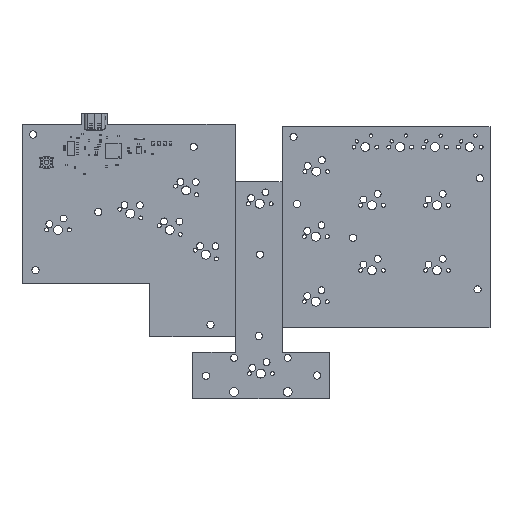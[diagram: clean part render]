
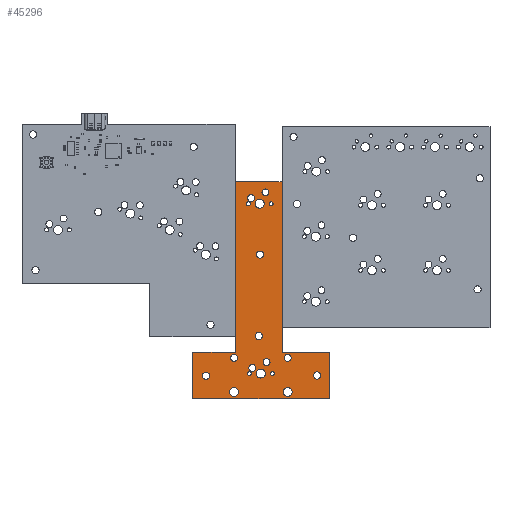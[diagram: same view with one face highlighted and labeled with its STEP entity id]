
A CAD part, top view. The second image highlights one B-rep face of the part: STEP entity #45296.
In plain terms, the highlighted planar face has unit normal (0, 0, 1).
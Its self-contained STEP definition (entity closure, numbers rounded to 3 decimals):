
#44954 = VERTEX_POINT('',#44955);
#44955 = CARTESIAN_POINT('',(159.86,-126.5,1.6));
#44961 = EDGE_CURVE('',#44954,#44962,#44964,.T.);
#44962 = VERTEX_POINT('',#44963);
#44963 = CARTESIAN_POINT('',(181.,-126.5,1.6));
#44964 = LINE('',#44965,#44966);
#44965 = CARTESIAN_POINT('',(159.86,-126.5,1.6));
#44966 = VECTOR('',#44967,1.);
#44967 = DIRECTION('',(1.,0.,0.));
#44994 = VERTEX_POINT('',#44995);
#44995 = CARTESIAN_POINT('',(159.86,-50.5,1.6));
#45001 = EDGE_CURVE('',#44994,#44954,#45002,.T.);
#45002 = LINE('',#45003,#45004);
#45003 = CARTESIAN_POINT('',(159.86,-50.5,1.6));
#45004 = VECTOR('',#45005,1.);
#45005 = DIRECTION('',(0.,-1.,0.));
#45023 = EDGE_CURVE('',#44962,#45024,#45026,.T.);
#45024 = VERTEX_POINT('',#45025);
#45025 = CARTESIAN_POINT('',(181.,-147.25,1.6));
#45026 = LINE('',#45027,#45028);
#45027 = CARTESIAN_POINT('',(181.,-126.5,1.6));
#45028 = VECTOR('',#45029,1.);
#45029 = DIRECTION('',(0.,-1.,0.));
#45296 = ADVANCED_FACE('',(#45297,#45340,#45351,#45362,#45373,#45384,
    #45395,#45406,#45417,#45428,#45439,#45450,#45461,#45472,#45483,
    #45494,#45505,#45516,#45527),#45538,.T.);
#45297 = FACE_BOUND('',#45298,.T.);
#45298 = EDGE_LOOP('',(#45299,#45300,#45301,#45309,#45317,#45325,#45333,
    #45339));
#45299 = ORIENTED_EDGE('',*,*,#44961,.F.);
#45300 = ORIENTED_EDGE('',*,*,#45001,.F.);
#45301 = ORIENTED_EDGE('',*,*,#45302,.F.);
#45302 = EDGE_CURVE('',#45303,#44994,#45305,.T.);
#45303 = VERTEX_POINT('',#45304);
#45304 = CARTESIAN_POINT('',(139.15,-50.5,1.6));
#45305 = LINE('',#45306,#45307);
#45306 = CARTESIAN_POINT('',(139.15,-50.5,1.6));
#45307 = VECTOR('',#45308,1.);
#45308 = DIRECTION('',(1.,0.,0.));
#45309 = ORIENTED_EDGE('',*,*,#45310,.F.);
#45310 = EDGE_CURVE('',#45311,#45303,#45313,.T.);
#45311 = VERTEX_POINT('',#45312);
#45312 = CARTESIAN_POINT('',(139.15,-126.5,1.6));
#45313 = LINE('',#45314,#45315);
#45314 = CARTESIAN_POINT('',(139.15,-126.5,1.6));
#45315 = VECTOR('',#45316,1.);
#45316 = DIRECTION('',(0.,1.,0.));
#45317 = ORIENTED_EDGE('',*,*,#45318,.F.);
#45318 = EDGE_CURVE('',#45319,#45311,#45321,.T.);
#45319 = VERTEX_POINT('',#45320);
#45320 = CARTESIAN_POINT('',(120.,-126.5,1.6));
#45321 = LINE('',#45322,#45323);
#45322 = CARTESIAN_POINT('',(120.,-126.5,1.6));
#45323 = VECTOR('',#45324,1.);
#45324 = DIRECTION('',(1.,0.,0.));
#45325 = ORIENTED_EDGE('',*,*,#45326,.F.);
#45326 = EDGE_CURVE('',#45327,#45319,#45329,.T.);
#45327 = VERTEX_POINT('',#45328);
#45328 = CARTESIAN_POINT('',(120.,-147.25,1.6));
#45329 = LINE('',#45330,#45331);
#45330 = CARTESIAN_POINT('',(120.,-147.25,1.6));
#45331 = VECTOR('',#45332,1.);
#45332 = DIRECTION('',(0.,1.,0.));
#45333 = ORIENTED_EDGE('',*,*,#45334,.F.);
#45334 = EDGE_CURVE('',#45024,#45327,#45335,.T.);
#45335 = LINE('',#45336,#45337);
#45336 = CARTESIAN_POINT('',(181.,-147.25,1.6));
#45337 = VECTOR('',#45338,1.);
#45338 = DIRECTION('',(-1.,0.,0.));
#45339 = ORIENTED_EDGE('',*,*,#45023,.F.);
#45340 = FACE_BOUND('',#45341,.T.);
#45341 = EDGE_LOOP('',(#45342));
#45342 = ORIENTED_EDGE('',*,*,#45343,.T.);
#45343 = EDGE_CURVE('',#45344,#45344,#45346,.T.);
#45344 = VERTEX_POINT('',#45345);
#45345 = CARTESIAN_POINT('',(126.,-138.6,1.6));
#45346 = CIRCLE('',#45347,1.6);
#45347 = AXIS2_PLACEMENT_3D('',#45348,#45349,#45350);
#45348 = CARTESIAN_POINT('',(126.,-137.,1.6));
#45349 = DIRECTION('',(-0.,0.,-1.));
#45350 = DIRECTION('',(-0.,-1.,0.));
#45351 = FACE_BOUND('',#45352,.T.);
#45352 = EDGE_LOOP('',(#45353));
#45353 = ORIENTED_EDGE('',*,*,#45354,.T.);
#45354 = EDGE_CURVE('',#45355,#45355,#45357,.T.);
#45355 = VERTEX_POINT('',#45356);
#45356 = CARTESIAN_POINT('',(138.502,-146.229,1.6));
#45357 = CIRCLE('',#45358,1.994);
#45358 = AXIS2_PLACEMENT_3D('',#45359,#45360,#45361);
#45359 = CARTESIAN_POINT('',(138.502,-144.235,1.6));
#45360 = DIRECTION('',(-0.,0.,-1.));
#45361 = DIRECTION('',(-0.,-1.,0.));
#45362 = FACE_BOUND('',#45363,.T.);
#45363 = EDGE_LOOP('',(#45364));
#45364 = ORIENTED_EDGE('',*,*,#45365,.T.);
#45365 = EDGE_CURVE('',#45366,#45366,#45368,.T.);
#45366 = VERTEX_POINT('',#45367);
#45367 = CARTESIAN_POINT('',(145.36,-136.885,1.6));
#45368 = CIRCLE('',#45369,0.875);
#45369 = AXIS2_PLACEMENT_3D('',#45370,#45371,#45372);
#45370 = CARTESIAN_POINT('',(145.36,-136.01,1.6));
#45371 = DIRECTION('',(-0.,0.,-1.));
#45372 = DIRECTION('',(-0.,-1.,0.));
#45373 = FACE_BOUND('',#45374,.T.);
#45374 = EDGE_LOOP('',(#45375));
#45375 = ORIENTED_EDGE('',*,*,#45376,.T.);
#45376 = EDGE_CURVE('',#45377,#45377,#45379,.T.);
#45377 = VERTEX_POINT('',#45378);
#45378 = CARTESIAN_POINT('',(150.44,-138.01,1.6));
#45379 = CIRCLE('',#45380,2.);
#45380 = AXIS2_PLACEMENT_3D('',#45381,#45382,#45383);
#45381 = CARTESIAN_POINT('',(150.44,-136.01,1.6));
#45382 = DIRECTION('',(-0.,0.,-1.));
#45383 = DIRECTION('',(-0.,-1.,0.));
#45384 = FACE_BOUND('',#45385,.T.);
#45385 = EDGE_LOOP('',(#45386));
#45386 = ORIENTED_EDGE('',*,*,#45387,.T.);
#45387 = EDGE_CURVE('',#45388,#45388,#45390,.T.);
#45388 = VERTEX_POINT('',#45389);
#45389 = CARTESIAN_POINT('',(138.502,-130.549,1.6));
#45390 = CIRCLE('',#45391,1.524);
#45391 = AXIS2_PLACEMENT_3D('',#45392,#45393,#45394);
#45392 = CARTESIAN_POINT('',(138.502,-129.025,1.6));
#45393 = DIRECTION('',(-0.,0.,-1.));
#45394 = DIRECTION('',(-0.,-1.,0.));
#45395 = FACE_BOUND('',#45396,.T.);
#45396 = EDGE_LOOP('',(#45397));
#45397 = ORIENTED_EDGE('',*,*,#45398,.T.);
#45398 = EDGE_CURVE('',#45399,#45399,#45401,.T.);
#45399 = VERTEX_POINT('',#45400);
#45400 = CARTESIAN_POINT('',(146.63,-134.995,1.6));
#45401 = CIRCLE('',#45402,1.525);
#45402 = AXIS2_PLACEMENT_3D('',#45403,#45404,#45405);
#45403 = CARTESIAN_POINT('',(146.63,-133.47,1.6));
#45404 = DIRECTION('',(-0.,0.,-1.));
#45405 = DIRECTION('',(-0.,-1.,0.));
#45406 = FACE_BOUND('',#45407,.T.);
#45407 = EDGE_LOOP('',(#45408));
#45408 = ORIENTED_EDGE('',*,*,#45409,.T.);
#45409 = EDGE_CURVE('',#45410,#45410,#45412,.T.);
#45410 = VERTEX_POINT('',#45411);
#45411 = CARTESIAN_POINT('',(149.5,-120.85,1.6));
#45412 = CIRCLE('',#45413,1.6);
#45413 = AXIS2_PLACEMENT_3D('',#45414,#45415,#45416);
#45414 = CARTESIAN_POINT('',(149.5,-119.25,1.6));
#45415 = DIRECTION('',(-0.,0.,-1.));
#45416 = DIRECTION('',(-0.,-1.,0.));
#45417 = FACE_BOUND('',#45418,.T.);
#45418 = EDGE_LOOP('',(#45419));
#45419 = ORIENTED_EDGE('',*,*,#45420,.T.);
#45420 = EDGE_CURVE('',#45421,#45421,#45423,.T.);
#45421 = VERTEX_POINT('',#45422);
#45422 = CARTESIAN_POINT('',(155.52,-136.885,1.6));
#45423 = CIRCLE('',#45424,0.875);
#45424 = AXIS2_PLACEMENT_3D('',#45425,#45426,#45427);
#45425 = CARTESIAN_POINT('',(155.52,-136.01,1.6));
#45426 = DIRECTION('',(-0.,0.,-1.));
#45427 = DIRECTION('',(-0.,-1.,0.));
#45428 = FACE_BOUND('',#45429,.T.);
#45429 = EDGE_LOOP('',(#45430));
#45430 = ORIENTED_EDGE('',*,*,#45431,.T.);
#45431 = EDGE_CURVE('',#45432,#45432,#45434,.T.);
#45432 = VERTEX_POINT('',#45433);
#45433 = CARTESIAN_POINT('',(162.378,-146.229,1.6));
#45434 = CIRCLE('',#45435,1.994);
#45435 = AXIS2_PLACEMENT_3D('',#45436,#45437,#45438);
#45436 = CARTESIAN_POINT('',(162.378,-144.235,1.6));
#45437 = DIRECTION('',(-0.,0.,-1.));
#45438 = DIRECTION('',(-0.,-1.,0.));
#45439 = FACE_BOUND('',#45440,.T.);
#45440 = EDGE_LOOP('',(#45441));
#45441 = ORIENTED_EDGE('',*,*,#45442,.T.);
#45442 = EDGE_CURVE('',#45443,#45443,#45445,.T.);
#45443 = VERTEX_POINT('',#45444);
#45444 = CARTESIAN_POINT('',(152.98,-132.455,1.6));
#45445 = CIRCLE('',#45446,1.525);
#45446 = AXIS2_PLACEMENT_3D('',#45447,#45448,#45449);
#45447 = CARTESIAN_POINT('',(152.98,-130.93,1.6));
#45448 = DIRECTION('',(-0.,0.,-1.));
#45449 = DIRECTION('',(0.,-1.,0.));
#45450 = FACE_BOUND('',#45451,.T.);
#45451 = EDGE_LOOP('',(#45452));
#45452 = ORIENTED_EDGE('',*,*,#45453,.T.);
#45453 = EDGE_CURVE('',#45454,#45454,#45456,.T.);
#45454 = VERTEX_POINT('',#45455);
#45455 = CARTESIAN_POINT('',(162.378,-130.549,1.6));
#45456 = CIRCLE('',#45457,1.524);
#45457 = AXIS2_PLACEMENT_3D('',#45458,#45459,#45460);
#45458 = CARTESIAN_POINT('',(162.378,-129.025,1.6));
#45459 = DIRECTION('',(-0.,0.,-1.));
#45460 = DIRECTION('',(-0.,-1.,0.));
#45461 = FACE_BOUND('',#45462,.T.);
#45462 = EDGE_LOOP('',(#45463));
#45463 = ORIENTED_EDGE('',*,*,#45464,.T.);
#45464 = EDGE_CURVE('',#45465,#45465,#45467,.T.);
#45465 = VERTEX_POINT('',#45466);
#45466 = CARTESIAN_POINT('',(175.5,-138.475,1.6));
#45467 = CIRCLE('',#45468,1.6);
#45468 = AXIS2_PLACEMENT_3D('',#45469,#45470,#45471);
#45469 = CARTESIAN_POINT('',(175.5,-136.875,1.6));
#45470 = DIRECTION('',(-0.,0.,-1.));
#45471 = DIRECTION('',(-0.,-1.,0.));
#45472 = FACE_BOUND('',#45473,.T.);
#45473 = EDGE_LOOP('',(#45474));
#45474 = ORIENTED_EDGE('',*,*,#45475,.T.);
#45475 = EDGE_CURVE('',#45476,#45476,#45478,.T.);
#45476 = VERTEX_POINT('',#45477);
#45477 = CARTESIAN_POINT('',(150.,-84.6,1.6));
#45478 = CIRCLE('',#45479,1.6);
#45479 = AXIS2_PLACEMENT_3D('',#45480,#45481,#45482);
#45480 = CARTESIAN_POINT('',(150.,-83.,1.6));
#45481 = DIRECTION('',(-0.,0.,-1.));
#45482 = DIRECTION('',(-0.,-1.,0.));
#45483 = FACE_BOUND('',#45484,.T.);
#45484 = EDGE_LOOP('',(#45485));
#45485 = ORIENTED_EDGE('',*,*,#45486,.T.);
#45486 = EDGE_CURVE('',#45487,#45487,#45489,.T.);
#45487 = VERTEX_POINT('',#45488);
#45488 = CARTESIAN_POINT('',(144.836,-61.229,1.6));
#45489 = CIRCLE('',#45490,0.875);
#45490 = AXIS2_PLACEMENT_3D('',#45491,#45492,#45493);
#45491 = CARTESIAN_POINT('',(144.836,-60.354,1.6));
#45492 = DIRECTION('',(-0.,0.,-1.));
#45493 = DIRECTION('',(-0.,-1.,0.));
#45494 = FACE_BOUND('',#45495,.T.);
#45495 = EDGE_LOOP('',(#45496));
#45496 = ORIENTED_EDGE('',*,*,#45497,.T.);
#45497 = EDGE_CURVE('',#45498,#45498,#45500,.T.);
#45498 = VERTEX_POINT('',#45499);
#45499 = CARTESIAN_POINT('',(149.916,-62.354,1.6));
#45500 = CIRCLE('',#45501,2.);
#45501 = AXIS2_PLACEMENT_3D('',#45502,#45503,#45504);
#45502 = CARTESIAN_POINT('',(149.916,-60.354,1.6));
#45503 = DIRECTION('',(-0.,0.,-1.));
#45504 = DIRECTION('',(-0.,-1.,0.));
#45505 = FACE_BOUND('',#45506,.T.);
#45506 = EDGE_LOOP('',(#45507));
#45507 = ORIENTED_EDGE('',*,*,#45508,.T.);
#45508 = EDGE_CURVE('',#45509,#45509,#45511,.T.);
#45509 = VERTEX_POINT('',#45510);
#45510 = CARTESIAN_POINT('',(146.106,-59.339,1.6));
#45511 = CIRCLE('',#45512,1.525);
#45512 = AXIS2_PLACEMENT_3D('',#45513,#45514,#45515);
#45513 = CARTESIAN_POINT('',(146.106,-57.814,1.6));
#45514 = DIRECTION('',(-0.,0.,-1.));
#45515 = DIRECTION('',(-0.,-1.,0.));
#45516 = FACE_BOUND('',#45517,.T.);
#45517 = EDGE_LOOP('',(#45518));
#45518 = ORIENTED_EDGE('',*,*,#45519,.T.);
#45519 = EDGE_CURVE('',#45520,#45520,#45522,.T.);
#45520 = VERTEX_POINT('',#45521);
#45521 = CARTESIAN_POINT('',(154.996,-61.229,1.6));
#45522 = CIRCLE('',#45523,0.875);
#45523 = AXIS2_PLACEMENT_3D('',#45524,#45525,#45526);
#45524 = CARTESIAN_POINT('',(154.996,-60.354,1.6));
#45525 = DIRECTION('',(-0.,0.,-1.));
#45526 = DIRECTION('',(-0.,-1.,0.));
#45527 = FACE_BOUND('',#45528,.T.);
#45528 = EDGE_LOOP('',(#45529));
#45529 = ORIENTED_EDGE('',*,*,#45530,.T.);
#45530 = EDGE_CURVE('',#45531,#45531,#45533,.T.);
#45531 = VERTEX_POINT('',#45532);
#45532 = CARTESIAN_POINT('',(152.456,-56.799,1.6));
#45533 = CIRCLE('',#45534,1.525);
#45534 = AXIS2_PLACEMENT_3D('',#45535,#45536,#45537);
#45535 = CARTESIAN_POINT('',(152.456,-55.274,1.6));
#45536 = DIRECTION('',(-0.,0.,-1.));
#45537 = DIRECTION('',(-0.,-1.,0.));
#45538 = PLANE('',#45539);
#45539 = AXIS2_PLACEMENT_3D('',#45540,#45541,#45542);
#45540 = CARTESIAN_POINT('',(0.,0.,1.6));
#45541 = DIRECTION('',(0.,0.,1.));
#45542 = DIRECTION('',(1.,0.,-0.));
